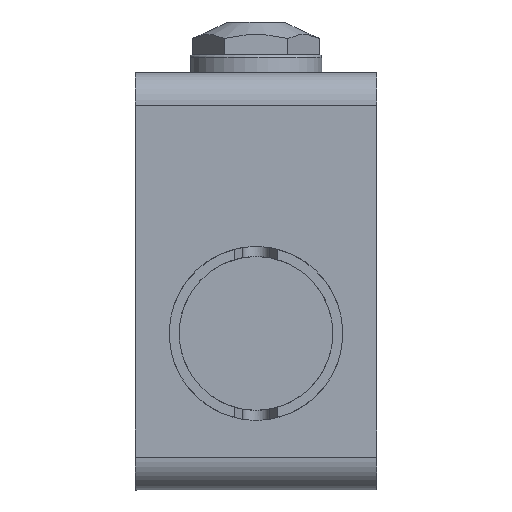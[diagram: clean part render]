
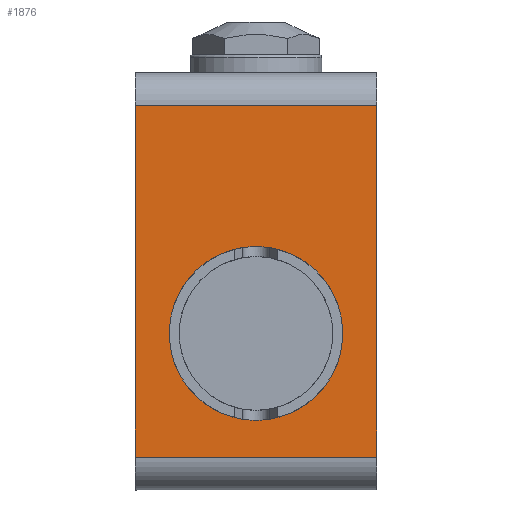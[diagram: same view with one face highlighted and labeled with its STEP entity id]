
A CAD part, front view. The second image highlights one B-rep face of the part: STEP entity #1876.
In plain terms, the highlighted planar face has unit normal (0, -1, 0).
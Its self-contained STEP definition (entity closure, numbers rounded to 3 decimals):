
#40=FACE_BOUND('',#269,.T.);
#87=PLANE('',#2033);
#161=FACE_OUTER_BOUND('',#268,.T.);
#268=EDGE_LOOP('',(#1433,#1434,#1435,#1436));
#269=EDGE_LOOP('',(#1437));
#362=CIRCLE('',#2034,7.9);
#487=LINE('',#4479,#638);
#488=LINE('',#4481,#639);
#489=LINE('',#4483,#640);
#490=LINE('',#4484,#641);
#638=VECTOR('',#2385,10.);
#639=VECTOR('',#2386,10.);
#640=VECTOR('',#2387,10.);
#641=VECTOR('',#2388,10.);
#831=VERTEX_POINT('',#4477);
#832=VERTEX_POINT('',#4478);
#833=VERTEX_POINT('',#4480);
#834=VERTEX_POINT('',#4482);
#835=VERTEX_POINT('',#4485);
#1048=EDGE_CURVE('',#831,#832,#487,.T.);
#1049=EDGE_CURVE('',#832,#833,#488,.T.);
#1050=EDGE_CURVE('',#833,#834,#489,.T.);
#1051=EDGE_CURVE('',#834,#831,#490,.T.);
#1052=EDGE_CURVE('',#835,#835,#362,.T.);
#1433=ORIENTED_EDGE('',*,*,#1048,.T.);
#1434=ORIENTED_EDGE('',*,*,#1049,.T.);
#1435=ORIENTED_EDGE('',*,*,#1050,.T.);
#1436=ORIENTED_EDGE('',*,*,#1051,.T.);
#1437=ORIENTED_EDGE('',*,*,#1052,.F.);
#1876=ADVANCED_FACE('',(#161,#40),#87,.F.);
#2033=AXIS2_PLACEMENT_3D('',#4476,#2383,#2384);
#2034=AXIS2_PLACEMENT_3D('',#4486,#2389,#2390);
#2383=DIRECTION('center_axis',(0.,1.,0.));
#2384=DIRECTION('ref_axis',(-1.,0.,0.));
#2385=DIRECTION('',(1.,0.,0.));
#2386=DIRECTION('',(0.,0.,1.));
#2387=DIRECTION('',(-1.,0.,0.));
#2388=DIRECTION('',(0.,0.,-1.));
#2389=DIRECTION('center_axis',(0.,-1.,0.));
#2390=DIRECTION('ref_axis',(-1.,0.,0.));
#4476=CARTESIAN_POINT('Origin',(0.,5.5,
4.748));
#4477=CARTESIAN_POINT('',(-11.,5.5,-11.252));
#4478=CARTESIAN_POINT('',(11.,5.5,-11.252));
#4479=CARTESIAN_POINT('',(5.5,5.5,-11.252));
#4480=CARTESIAN_POINT('',(11.,5.5,20.748));
#4481=CARTESIAN_POINT('',(11.,5.5,-14.252));
#4482=CARTESIAN_POINT('',(-11.,5.5,20.748));
#4483=CARTESIAN_POINT('',(5.5,5.5,20.748));
#4484=CARTESIAN_POINT('',(-11.,5.5,23.748));
#4485=CARTESIAN_POINT('',(7.9,5.5,0.));
#4486=CARTESIAN_POINT('Origin',(0.,5.5,0.));
